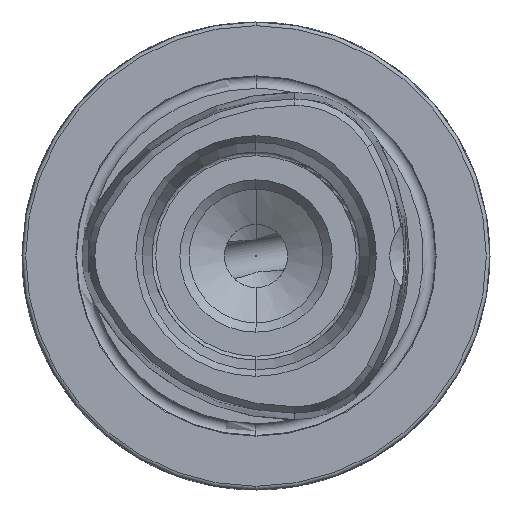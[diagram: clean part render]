
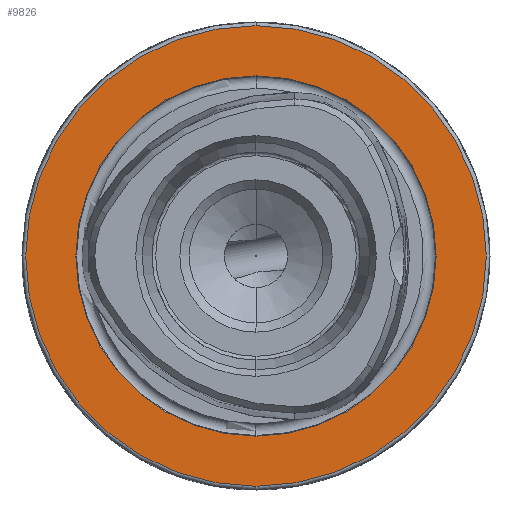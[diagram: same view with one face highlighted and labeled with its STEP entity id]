
A CAD part, left-side view. The second image highlights one B-rep face of the part: STEP entity #9826.
In plain terms, the highlighted planar face has unit normal (-1, 0, 0).
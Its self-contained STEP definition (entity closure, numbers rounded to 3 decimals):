
#131 = DIRECTION ( 'NONE',  ( -1., 0., 0. ) ) ;
#362 = ORIENTED_EDGE ( 'NONE', *, *, #6950, .F. ) ;
#472 = EDGE_LOOP ( 'NONE', ( #6418, #795 ) ) ;
#795 = ORIENTED_EDGE ( 'NONE', *, *, #8140, .T. ) ;
#1487 = CARTESIAN_POINT ( 'NONE',  ( 0., 0., 0. ) ) ;
#1594 = CIRCLE ( 'NONE', #1927, 24.25 ) ;
#1857 = EDGE_CURVE ( 'NONE', #12040, #4739, #1594, .T. ) ;
#1866 = CARTESIAN_POINT ( 'NONE',  ( 0., 0., -31. ) ) ;
#1927 = AXIS2_PLACEMENT_3D ( 'NONE', #10957, #131, #8917 ) ;
#2178 = CIRCLE ( 'NONE', #8705, 31. ) ;
#2188 = VERTEX_POINT ( 'NONE', #1866 ) ;
#3430 = ORIENTED_EDGE ( 'NONE', *, *, #1857, .F. ) ;
#3431 = DIRECTION ( 'NONE',  ( 0., 0., 1. ) ) ;
#3447 = DIRECTION ( 'NONE',  ( -1., 0., 0. ) ) ;
#4484 = DIRECTION ( 'NONE',  ( 0., 0., -1. ) ) ;
#4739 = VERTEX_POINT ( 'NONE', #9932 ) ;
#4879 = CARTESIAN_POINT ( 'NONE',  ( 0., 0., 31. ) ) ;
#5049 = AXIS2_PLACEMENT_3D ( 'NONE', #1487, #5351, #9043 ) ;
#5351 = DIRECTION ( 'NONE',  ( -1., 0., 0. ) ) ;
#6274 = CARTESIAN_POINT ( 'NONE',  ( 0., 24.25, 0. ) ) ;
#6315 = AXIS2_PLACEMENT_3D ( 'NONE', #6326, #9163, #3431 ) ;
#6326 = CARTESIAN_POINT ( 'NONE',  ( 0., 0., 0. ) ) ;
#6418 = ORIENTED_EDGE ( 'NONE', *, *, #9247, .T. ) ;
#6812 = CARTESIAN_POINT ( 'NONE',  ( 0., 0., 24.25 ) ) ;
#6891 = EDGE_LOOP ( 'NONE', ( #3430, #362 ) ) ;
#6950 = EDGE_CURVE ( 'NONE', #4739, #12040, #10160, .T. ) ;
#8140 = EDGE_CURVE ( 'NONE', #2188, #12380, #2178, .T. ) ;
#8285 = DIRECTION ( 'NONE',  ( 1., 0., 0. ) ) ;
#8686 = FACE_BOUND ( 'NONE', #6891, .T. ) ;
#8705 = AXIS2_PLACEMENT_3D ( 'NONE', #10085, #3447, #11024 ) ;
#8917 = DIRECTION ( 'NONE',  ( 0., 0., 1. ) ) ;
#9043 = DIRECTION ( 'NONE',  ( 0., 0., 1. ) ) ;
#9163 = DIRECTION ( 'NONE',  ( -1., 0., 0. ) ) ;
#9247 = EDGE_CURVE ( 'NONE', #12380, #2188, #9911, .T. ) ;
#9826 = ADVANCED_FACE ( 'NONE', ( #8686, #10800 ), #11226, .F. ) ;
#9911 = CIRCLE ( 'NONE', #6315, 31. ) ;
#9932 = CARTESIAN_POINT ( 'NONE',  ( 0., 0., -24.25 ) ) ;
#10085 = CARTESIAN_POINT ( 'NONE',  ( 0., 0., 0. ) ) ;
#10160 = CIRCLE ( 'NONE', #5049, 24.25 ) ;
#10800 = FACE_OUTER_BOUND ( 'NONE', #472, .T. ) ;
#10957 = CARTESIAN_POINT ( 'NONE',  ( 0., 0., 0. ) ) ;
#11024 = DIRECTION ( 'NONE',  ( 0., 0., 1. ) ) ;
#11226 = PLANE ( 'NONE',  #12349 ) ;
#12040 = VERTEX_POINT ( 'NONE', #6812 ) ;
#12349 = AXIS2_PLACEMENT_3D ( 'NONE', #6274, #8285, #4484 ) ;
#12380 = VERTEX_POINT ( 'NONE', #4879 ) ;
